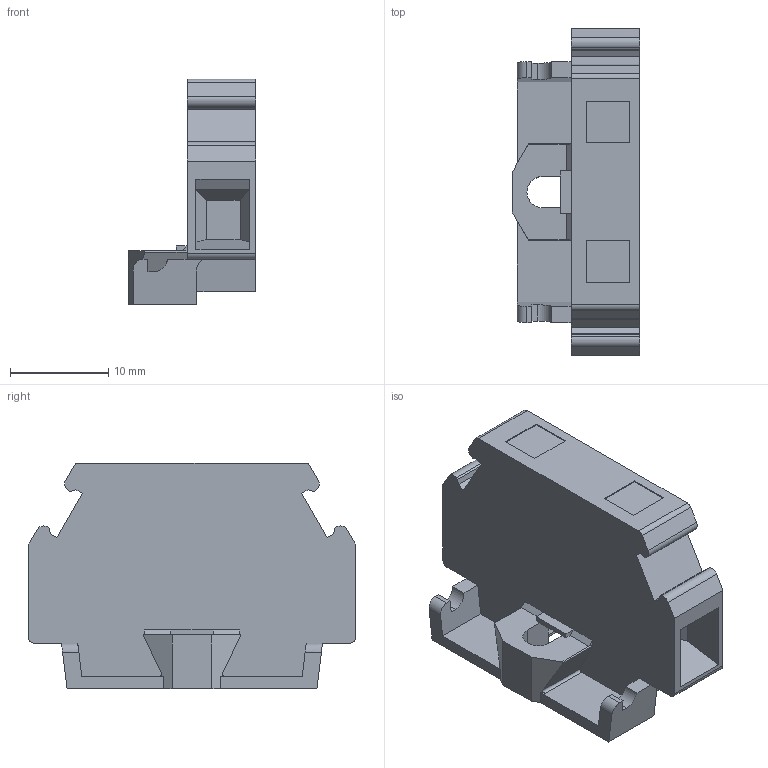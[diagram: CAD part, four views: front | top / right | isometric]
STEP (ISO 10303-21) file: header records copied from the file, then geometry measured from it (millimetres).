
FILE_DESCRIPTION(/* description */ ('Unknown'),/* implementation_level */ '2;1');
FILE_NAME(/* name */ 'MCT4_GY_3D',/* time_stamp */ '2019-11-30T16:31:15+05:00',/* author */ ('Unknown'),/* organization */ ('Unknown'),/* preprocessor_version */ 'ST-DEVELOPER v16.7',/* originating_system */ 'DEX',/* authorisation */ $);
FILE_SCHEMA (('AUTOMOTIVE_DESIGN {1 0 10303 214 3 1 1}'));
Length unit declared in the file: millimetre
Products named in the file (1): MCT4
Bounding box: 13 x 33.4 x 23 mm (x, y, z)
Volume: 3907.7 mm3; surface area: 3141.2 mm2
Topology: 1 solids, 1 shells, 132 faces, 369 edges, 241 vertices
Faces by surface type: plane 110, cylinder 20, bspline 2
Entity records: 4231 total; most frequent: CARTESIAN_POINT 777, ORIENTED_EDGE 738, DIRECTION 671, EDGE_CURVE 369, LINE 321, VECTOR 321, VERTEX_POINT 241, AXIS2_PLACEMENT_3D 175
